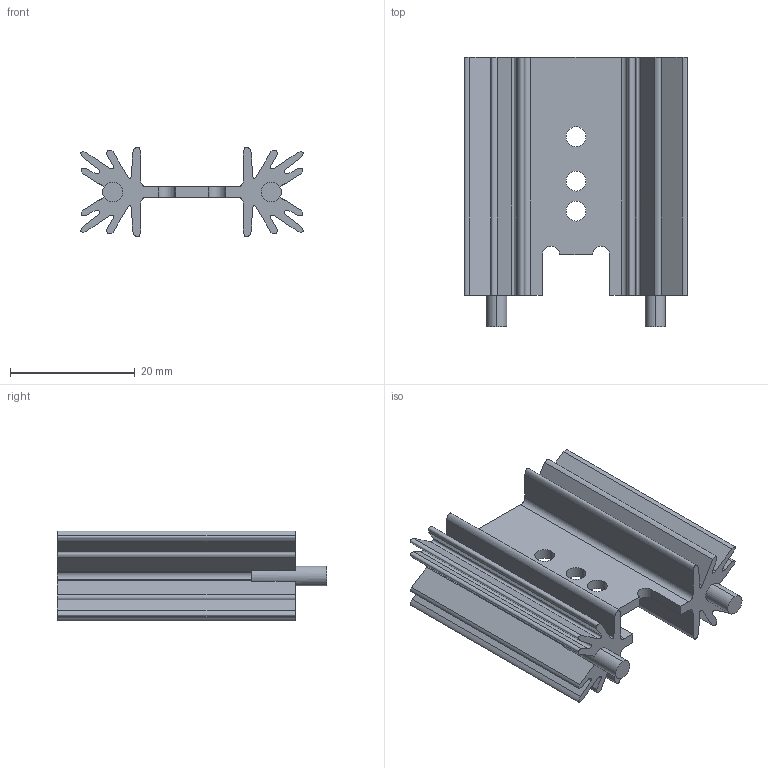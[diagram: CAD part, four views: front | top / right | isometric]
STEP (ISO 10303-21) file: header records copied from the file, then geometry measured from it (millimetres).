
FILE_DESCRIPTION (( 'STEP AP214' ), '1' );
FILE_NAME ('Sk104.STEP', '2019-05-13T17:49:25', ( '' ), ( '' ), 'SwSTEP 2.0', 'SolidWorks 2018', '' );
FILE_SCHEMA (( 'AUTOMOTIVE_DESIGN' ));
Length unit declared in the file: millimetre
Products named in the file (1): Sk104
Bounding box: 35.63 x 43.1 x 14.39 mm (x, y, z)
Volume: 6553 mm3; surface area: 8046.9 mm2
Topology: 1 solids, 1 shells, 98 faces, 288 edges, 192 vertices
Faces by surface type: plane 44, bspline 36, cylinder 18
Entity records: 3454 total; most frequent: CARTESIAN_POINT 919, ORIENTED_EDGE 576, DIRECTION 382, EDGE_CURVE 288, VERTEX_POINT 192, VECTOR 176, LINE 176, EDGE_LOOP 104
